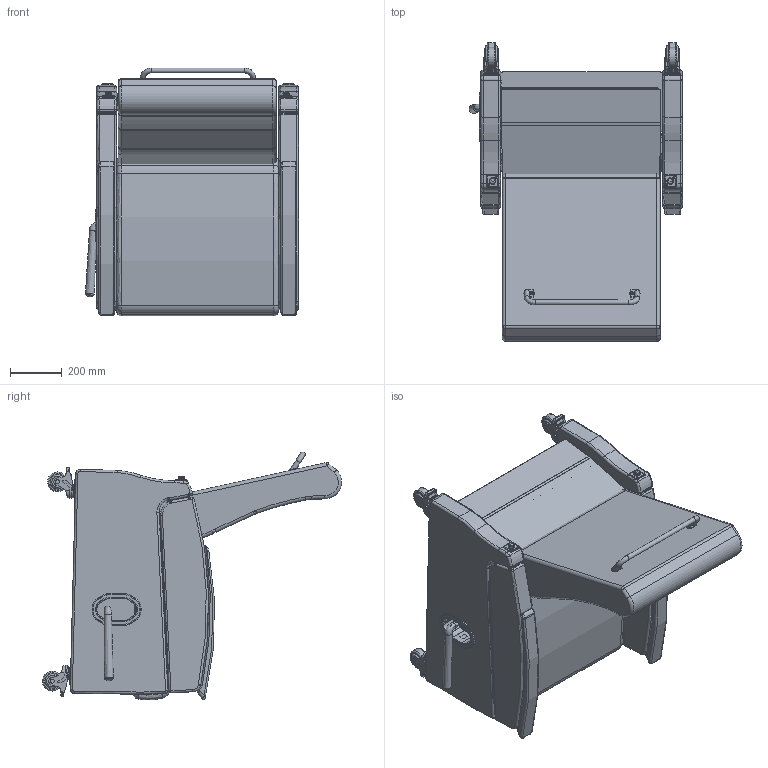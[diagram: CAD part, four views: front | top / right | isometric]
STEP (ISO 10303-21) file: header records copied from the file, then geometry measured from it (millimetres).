
FILE_DESCRIPTION(/* description */ (''),/* implementation_level */ '2;1');
FILE_NAME(/* name */ 'K1062J.stp',/* time_stamp */ '2017-09-15T14:34:55-04:00',/* author */ ('emehringer'),/* organization */ (''),/* preprocessor_version */ 'ST-DEVELOPER v16.5',/* originating_system */ 'Autodesk Inventor 2017',/* authorisation */ '');
FILE_SCHEMA (('AUTOMOTIVE_DESIGN { 1 0 10303 214 3 1 1 }'));
Products named in the file (32): K1062U-W-J; 7000 UKP; 4000 USEAT; EV7070 UBACK FLAP; BEZEL-1; HDL 3062 BLK; 4000 UKO; 7000-2 CON PLT; E1010-1 MAC BLK; O1010 UBACK; E1067-1 LARM L; E1067-1 LARM R; FD400-2 L; CAST COL 4inSLB; _NG-03AMP-125-TL-TP01_fork; _TP01_Next Generation Series_0; _NG-03QDP-125-SW-TP01_rivet; _NG-03AMP-125-TL-TP01_wheel_core; _NG-03AMP-125-TL-TP01_wheel_tread; _NG-03AMP-125-TL-TP01_wheel_guard; _NG-03AMP-125-TL-TP01_wheel_tguard; _NG-03AMP-125-TL-TP01_cap; PLT 1060 LO-B; Knob and spring; PB3; PUSH BAR 17.625; PUSH BAR 17.625_1; PUSH BAR 17.625 right side; 1420X1.5 PSHPB; HINGE 22 NEW (closed); HINGE 22 NEW; HINGE 22 NEW PIN
Assembly tree (42 placements, depth 4):
  K1062U-W-J
    7000 UKP
    4000 USEAT
    EV7070 UBACK FLAP
    BEZEL-1
    HDL 3062 BLK
    4000 UKO
    7000-2 CON PLT
    E1010-1 MAC BLK  x2
    O1010 UBACK
    E1067-1 LARM L
    E1067-1 LARM R
    FD400-2 L  x2
    CAST COL 4inSLB  x4
      _NG-03AMP-125-TL-TP01_fork
      _TP01_Next Generation Series_0
      _NG-03QDP-125-SW-TP01_rivet
      _NG-03AMP-125-TL-TP01_wheel_core
      _NG-03AMP-125-TL-TP01_wheel_tread
      _NG-03AMP-125-TL-TP01_wheel_guard
      _NG-03AMP-125-TL-TP01_wheel_tguard
      _NG-03AMP-125-TL-TP01_cap
    PLT 1060 LO-B  x2
    Knob and spring  x2
    PB3
      PUSH BAR 17.625
        PUSH BAR 17.625_1
        PUSH BAR 17.625 right side
      1420X1.5 PSHPB  x2
    HINGE 22 NEW (closed)  x2
      HINGE 22 NEW
      HINGE 22 NEW PIN
Bounding box: 822.79 x 1154.24 x 956.56 mm (x, y, z)
Volume: 181283798 mm3; surface area: 6732603.2 mm2
Topology: 63 solids, 293 shells, 2552 faces, 6981 edges, 4730 vertices
Faces by surface type: plane 1039, cylinder 1015, torus 235, bspline 120, cone 100, sphere 43
Full cylindrical faces by diameter (mm): 2.794 x2, 3.969 x4, 6.35 x3, 7.938 x2, 11.112 x8, 11.989 x4, 12.497 x2, 12.7 x2, 14.877 x4, 15.062 x4, 15.24 x8, 19.05 x3, 19.075 x6, 23.812 x2, 25.4 x4, 30.162 x2, 38.049 x4, 44.298 x4, 52.273 x4, 55.372 x8, 57.15 x8, 76.2 x4
Entity records: 52199 total; most frequent: CARTESIAN_POINT 21322, DIRECTION 6334, ORIENTED_EDGE 5744, EDGE_CURVE 3138, AXIS2_PLACEMENT_3D 2442, VERTEX_POINT 2165, LINE 1450, VECTOR 1450
